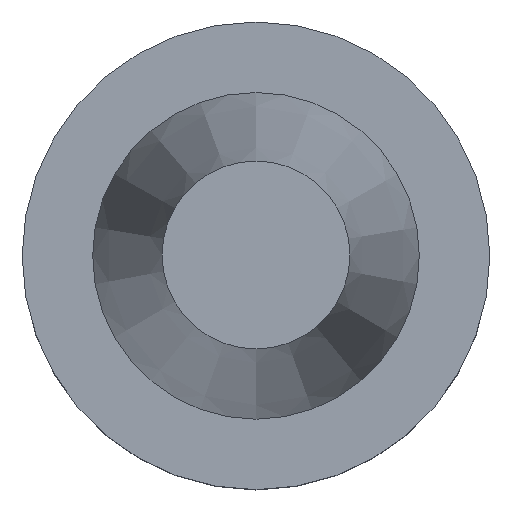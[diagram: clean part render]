
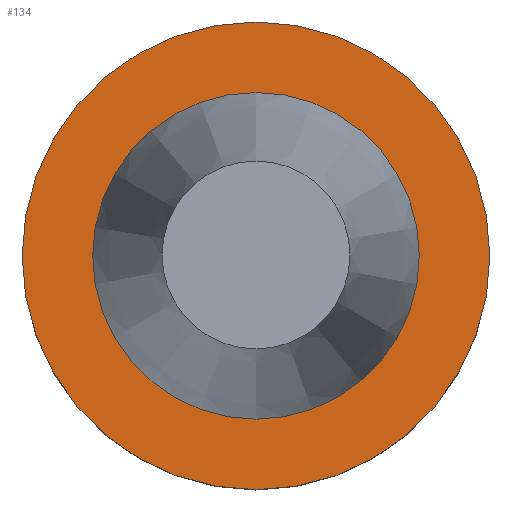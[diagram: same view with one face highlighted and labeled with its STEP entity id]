
A CAD part, top view. The second image highlights one B-rep face of the part: STEP entity #134.
In plain terms, the highlighted planar face has unit normal (0, 0, 1).
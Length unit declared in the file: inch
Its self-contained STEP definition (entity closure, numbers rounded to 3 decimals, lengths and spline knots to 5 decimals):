
#102=EDGE_CURVE('Unnamed[1]',#244,#244,#245,.T.);
#134=ADVANCED_FACE('Unnamed[1]',(#292,#293),#294,.T.);
#141=EDGE_CURVE('Unnamed[1]',#302,#302,#303,.T.);
#244=VERTEX_POINT('',#431);
#245=CIRCLE('',#432,50.0);
#292=FACE_BOUND('',#492,.T.);
#293=FACE_OUTER_BOUND('',#493,.T.);
#294=PLANE('',#494);
#302=VERTEX_POINT('',#504);
#303=CIRCLE('',#505,34.925);
#431=CARTESIAN_POINT('',(0.,50.0,-1.5));
#432=AXIS2_PLACEMENT_3D('',#628,#629,#630);
#492=EDGE_LOOP('',(#681));
#493=EDGE_LOOP('',(#682));
#494=AXIS2_PLACEMENT_3D('',#683,#684,#685);
#504=CARTESIAN_POINT('',(0.,34.925,-1.5));
#505=AXIS2_PLACEMENT_3D('',#690,#691,#692);
#628=CARTESIAN_POINT('',(0.,0.,-1.5));
#629=DIRECTION('',(0.,0.,1.0));
#630=DIRECTION('',(0.,1.0,0.));
#681=ORIENTED_EDGE('',*,*,#141,.F.);
#682=ORIENTED_EDGE('',*,*,#102,.T.);
#683=CARTESIAN_POINT('',(0.,42.4625,-1.5));
#684=DIRECTION('',(0.,0.,1.0));
#685=DIRECTION('',(0.,1.0,0.));
#690=CARTESIAN_POINT('',(0.,0.,-1.5));
#691=DIRECTION('',(0.,0.,1.0));
#692=DIRECTION('',(0.,1.0,0.));
